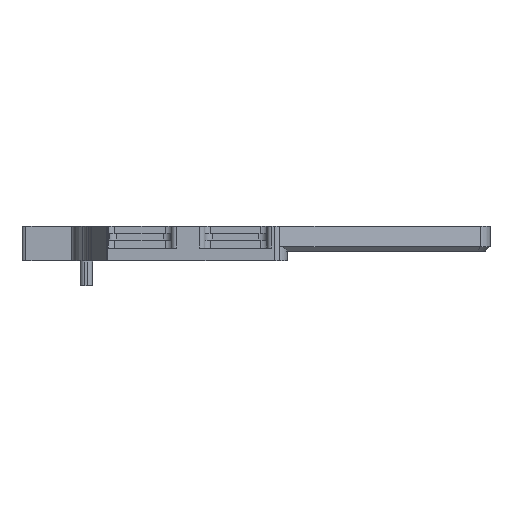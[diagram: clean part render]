
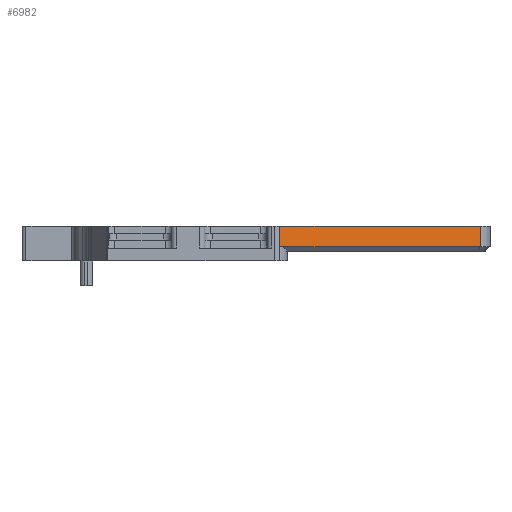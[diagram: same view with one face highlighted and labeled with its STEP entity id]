
A CAD part, left-side view. The second image highlights one B-rep face of the part: STEP entity #6982.
In plain terms, the highlighted planar face has unit normal (-0.83, -0.558, 0).
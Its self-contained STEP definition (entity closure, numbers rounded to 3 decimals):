
#354=FACE_OUTER_BOUND('',#729,.T.);
#729=EDGE_LOOP('',(#5531,#5532,#5533,#5534));
#1690=LINE('',#11337,#2351);
#1771=LINE('',#11591,#2432);
#1776=LINE('',#11616,#2437);
#1777=LINE('',#11617,#2438);
#2351=VECTOR('',#8970,10.);
#2432=VECTOR('',#9253,10.);
#2437=VECTOR('',#9276,10.);
#2438=VECTOR('',#9277,10.);
#3169=VERTEX_POINT('',#11334);
#3170=VERTEX_POINT('',#11336);
#3238=VERTEX_POINT('',#11589);
#3239=VERTEX_POINT('',#11590);
#3982=EDGE_CURVE('',#3170,#3169,#1690,.T.);
#4114=EDGE_CURVE('',#3238,#3239,#1771,.T.);
#4125=EDGE_CURVE('',#3238,#3170,#1776,.T.);
#4126=EDGE_CURVE('',#3169,#3239,#1777,.T.);
#5531=ORIENTED_EDGE('',*,*,#4114,.F.);
#5532=ORIENTED_EDGE('',*,*,#4125,.T.);
#5533=ORIENTED_EDGE('',*,*,#3982,.T.);
#5534=ORIENTED_EDGE('',*,*,#4126,.T.);
#6740=PLANE('',#7655);
#6982=ADVANCED_FACE('',(#354),#6740,.F.);
#7655=AXIS2_PLACEMENT_3D('',#11615,#9274,#9275);
#8970=DIRECTION('',(-0.558,0.83,0.));
#9253=DIRECTION('',(-0.558,0.83,0.));
#9274=DIRECTION('center_axis',(0.83,0.558,0.));
#9275=DIRECTION('ref_axis',(-0.558,0.83,0.));
#9276=DIRECTION('',(0.,0.,1.));
#9277=DIRECTION('',(0.,0.,-1.));
#11334=CARTESIAN_POINT('',(-20.55,8.247,3.5));
#11336=CARTESIAN_POINT('',(-6.968,-11.952,3.5));
#11337=CARTESIAN_POINT('',(-15.616,0.91,3.5));
#11589=CARTESIAN_POINT('',(-6.968,-11.952,1.45));
#11590=CARTESIAN_POINT('',(-20.55,8.247,1.45));
#11591=CARTESIAN_POINT('',(-16.822,2.703,1.45));
#11615=CARTESIAN_POINT('Origin',(-6.968,-11.952,0.));
#11616=CARTESIAN_POINT('',(-6.968,-11.952,2.775));
#11617=CARTESIAN_POINT('',(-20.55,8.247,0.));
